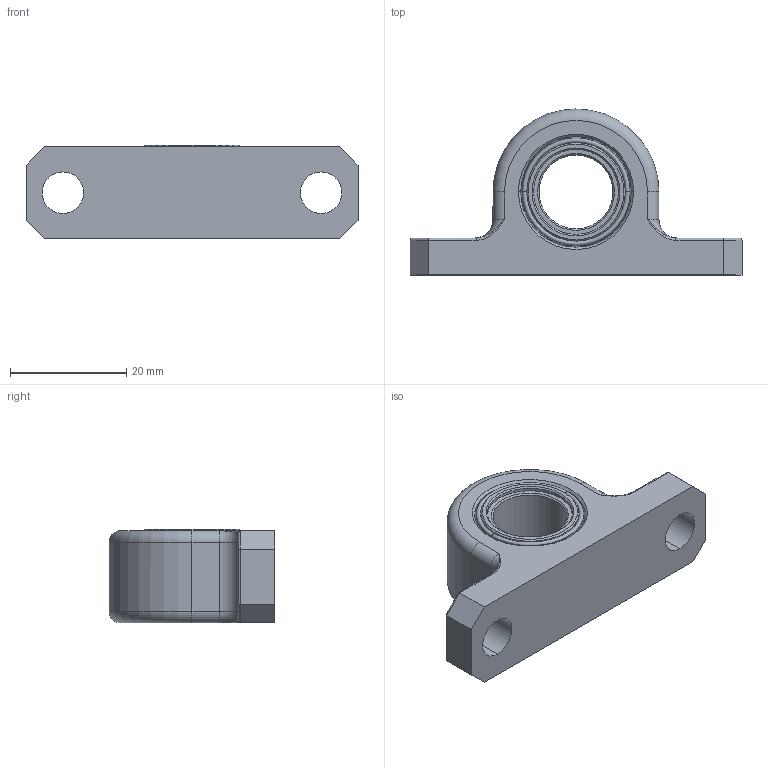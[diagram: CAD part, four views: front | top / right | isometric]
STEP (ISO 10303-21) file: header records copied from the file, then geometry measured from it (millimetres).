
FILE_DESCRIPTION (( 'STEP AP203' ), '1' );
FILE_NAME ('5912K4.step', '2017-11-30T20:34:03', ( '' ), ( '' ), 'SwSTEP 2.0', 'SolidWorks 2014', '' );
FILE_SCHEMA (( 'CONFIG_CONTROL_DESIGN' ));
Length unit declared in the file: inch
Products named in the file (1): 5912K4
Bounding box: 57.15 x 28.57 x 16.13 mm (x, y, z)
Volume: 11505.4 mm3; surface area: 6786.6 mm2
Topology: 2 solids, 2 shells, 89 faces, 198 edges, 114 vertices
Faces by surface type: cylinder 37, plane 20, cone 18, torus 10, bspline 4
Entity records: 2743 total; most frequent: CARTESIAN_POINT 694, DIRECTION 440, ORIENTED_EDGE 388, EDGE_CURVE 194, AXIS2_PLACEMENT_3D 176, VERTEX_POINT 114, EDGE_LOOP 102, CIRCLE 90
